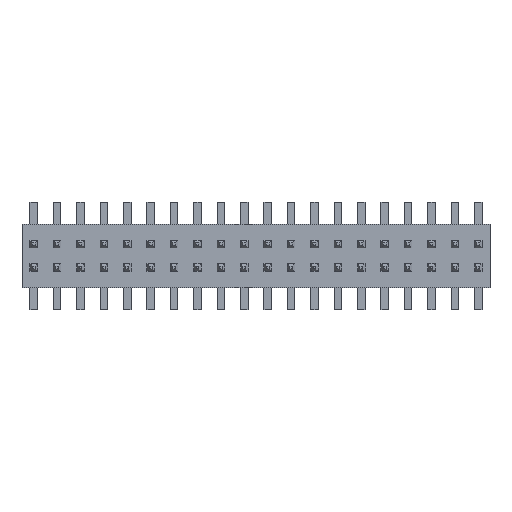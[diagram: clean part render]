
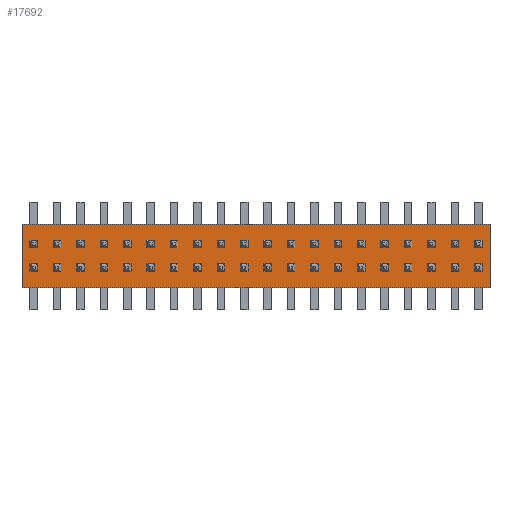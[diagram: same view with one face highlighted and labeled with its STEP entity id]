
A CAD part, top view. The second image highlights one B-rep face of the part: STEP entity #17692.
In plain terms, the highlighted face is planar.
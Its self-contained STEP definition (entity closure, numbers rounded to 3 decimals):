
#17560 = EDGE_CURVE('',#17561,#17563,#17565,.T.);
#17561 = VERTEX_POINT('',#17562);
#17562 = CARTESIAN_POINT('',(-12.7,1.753,-1.715));
#17563 = VERTEX_POINT('',#17564);
#17564 = CARTESIAN_POINT('',(-12.7,1.753,1.715));
#17565 = LINE('',#17566,#17567);
#17566 = CARTESIAN_POINT('',(-12.7,1.753,-1.715));
#17567 = VECTOR('',#17568,1.);
#17568 = DIRECTION('',(0.,0.,1.));
#17600 = EDGE_CURVE('',#17563,#17601,#17603,.T.);
#17601 = VERTEX_POINT('',#17602);
#17602 = CARTESIAN_POINT('',(12.7,1.753,1.715));
#17603 = LINE('',#17604,#17605);
#17604 = CARTESIAN_POINT('',(-12.7,1.753,1.715));
#17605 = VECTOR('',#17606,1.);
#17606 = DIRECTION('',(1.,0.,0.));
#17631 = EDGE_CURVE('',#17601,#17632,#17634,.T.);
#17632 = VERTEX_POINT('',#17633);
#17633 = CARTESIAN_POINT('',(12.7,1.753,-1.715));
#17634 = LINE('',#17635,#17636);
#17635 = CARTESIAN_POINT('',(12.7,1.753,1.715));
#17636 = VECTOR('',#17637,1.);
#17637 = DIRECTION('',(0.,0.,-1.));
#17662 = EDGE_CURVE('',#17632,#17561,#17663,.T.);
#17663 = LINE('',#17664,#17665);
#17664 = CARTESIAN_POINT('',(12.7,1.753,-1.715));
#17665 = VECTOR('',#17666,1.);
#17666 = DIRECTION('',(-1.,0.,0.));
#17692 = ADVANCED_FACE('',(#17693),#17699,.T.);
#17693 = FACE_BOUND('',#17694,.T.);
#17694 = EDGE_LOOP('',(#17695,#17696,#17697,#17698));
#17695 = ORIENTED_EDGE('',*,*,#17560,.T.);
#17696 = ORIENTED_EDGE('',*,*,#17600,.T.);
#17697 = ORIENTED_EDGE('',*,*,#17631,.T.);
#17698 = ORIENTED_EDGE('',*,*,#17662,.T.);
#17699 = PLANE('',#17700);
#17700 = AXIS2_PLACEMENT_3D('',#17701,#17702,#17703);
#17701 = CARTESIAN_POINT('',(0.,1.753,0.));
#17702 = DIRECTION('',(0.,1.,0.));
#17703 = DIRECTION('',(0.,-0.,1.));
